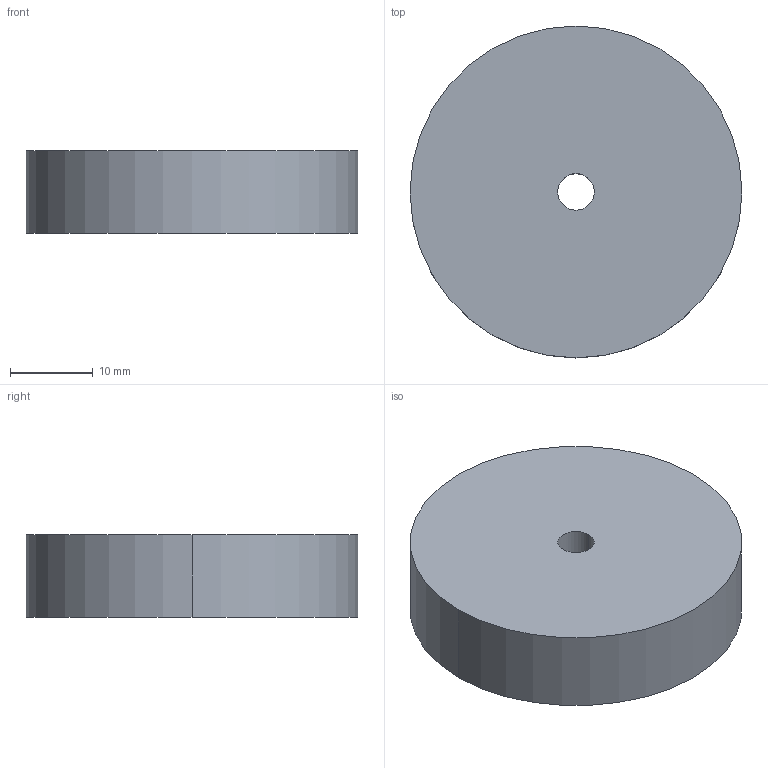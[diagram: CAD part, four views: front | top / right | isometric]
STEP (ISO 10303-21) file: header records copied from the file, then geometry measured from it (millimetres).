
FILE_DESCRIPTION (( 'STEP AP214' ), '1' );
FILE_NAME ('Caster_Wheel_40mm_M4_8-Spoke-Infill_1.0.STEP', '2012-09-22T21:27:33', ( ' ' ), ( ' ' ), 'SwSTEP 2.0', 'SolidWorks 2011', '' );
FILE_SCHEMA (( 'AUTOMOTIVE_DESIGN' ));
Length unit declared in the file: millimetre
Products named in the file (1): Caster_Wheel_40mm_M4_8-Spoke-Infill_1.0
Bounding box: 40 x 40 x 10 mm (x, y, z)
Volume: 5592.5 mm3; surface area: 8341.5 mm2
Topology: 1 solids, 9 shells, 54 faces, 108 edges, 72 vertices
Faces by surface type: plane 34, cylinder 20
Entity records: 1434 total; most frequent: DIRECTION 258, CARTESIAN_POINT 235, ORIENTED_EDGE 216, EDGE_CURVE 108, AXIS2_PLACEMENT_3D 95, VERTEX_POINT 72, VECTOR 68, LINE 68
